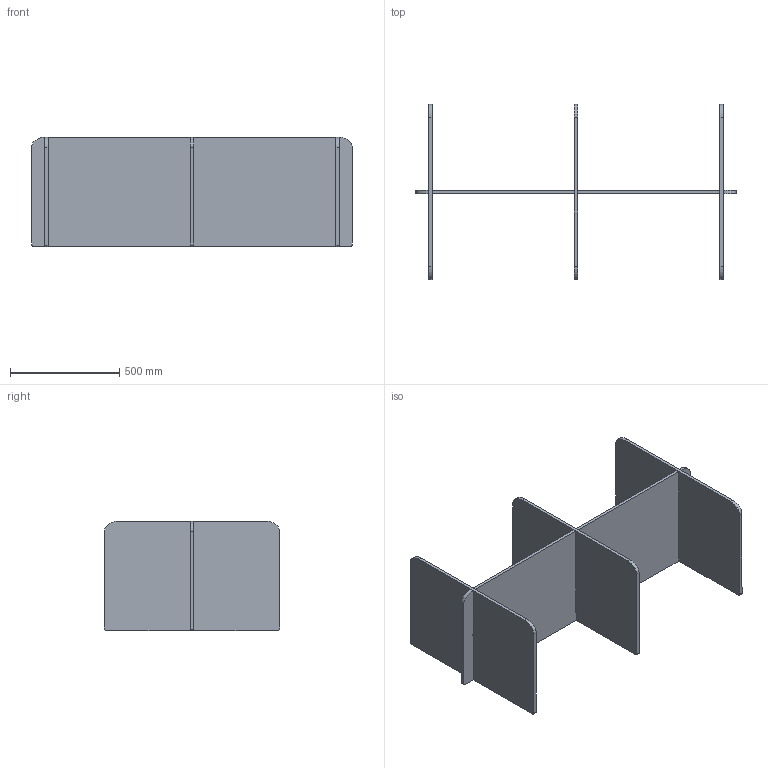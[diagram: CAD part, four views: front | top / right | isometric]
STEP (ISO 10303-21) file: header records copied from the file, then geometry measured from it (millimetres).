
FILE_DESCRIPTION(/* description */ (''),/* implementation_level */ '2;1');
FILE_NAME(/* name */ 'SEPARA~1',/* time_stamp */ '2020-05-16T18:19:51-04:00',/* author */ (''),/* organization */ (''),/* preprocessor_version */ 'ST-DEVELOPER v16.5',/* originating_system */ '',/* authorisation */ '');
FILE_SCHEMA (('AUTOMOTIVE_DESIGN'));
Length unit declared in the file: millimetre
Products named in the file (1): Document
Bounding box: 1466.2 x 800 x 500 mm (x, y, z)
Volume: 29337535.4 mm3; surface area: 4034066.8 mm2
Topology: 4 solids, 4 shells, 74 faces, 198 edges, 132 vertices
Faces by surface type: bspline 66, plane 8
Entity records: 2168 total; most frequent: CARTESIAN_POINT 1162, ORIENTED_EDGE 396, EDGE_CURVE 198, VERTEX_POINT 132, ADVANCED_FACE 74, FACE_OUTER_BOUND 74, EDGE_LOOP 74, DIRECTION 12
